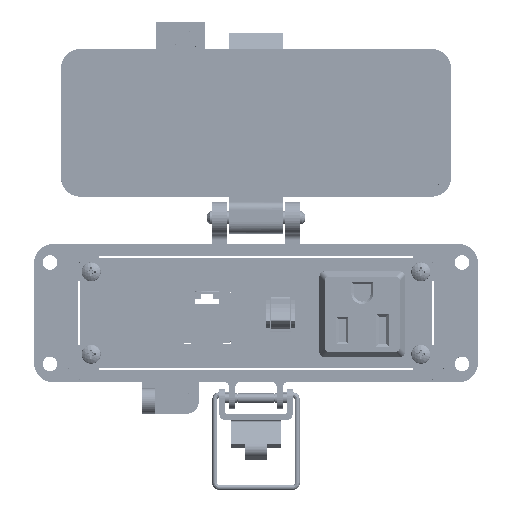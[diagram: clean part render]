
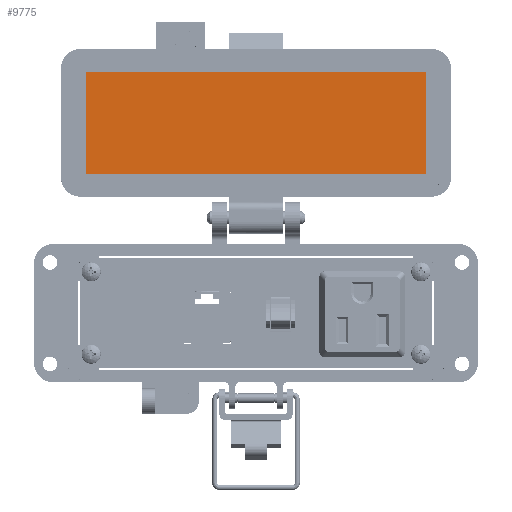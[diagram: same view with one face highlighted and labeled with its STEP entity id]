
A CAD part, top view. The second image highlights one B-rep face of the part: STEP entity #9775.
In plain terms, the highlighted planar face has unit normal (0, 0, 1).
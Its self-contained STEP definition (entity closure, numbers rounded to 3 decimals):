
#4769 = CARTESIAN_POINT ( 'NONE',  ( -8.5, 67.154, -25.55 ) ) ;
#5423 = VERTEX_POINT ( 'NONE', #28243 ) ;
#9775 = ADVANCED_FACE ( 'NONE', ( #37362 ), #70822, .T. ) ;
#10382 = DIRECTION ( 'NONE',  ( 0., -1., 0. ) ) ;
#12735 = LINE ( 'NONE', #25983, #52470 ) ;
#15711 = CARTESIAN_POINT ( 'NONE',  ( 53.75, 51.154, -25.55 ) ) ;
#17703 = LINE ( 'NONE', #56298, #33532 ) ;
#21022 = VECTOR ( 'NONE', #49090, 1000. ) ;
#22934 = CARTESIAN_POINT ( 'NONE',  ( 53.75, 67.154, -25.55 ) ) ;
#24139 = DIRECTION ( 'NONE',  ( -1., 0., 0. ) ) ;
#24481 = DIRECTION ( 'NONE',  ( 0., 0., 1. ) ) ;
#25983 = CARTESIAN_POINT ( 'NONE',  ( -8.5, 83.154, -25.55 ) ) ;
#28243 = CARTESIAN_POINT ( 'NONE',  ( -53.75, 51.154, -25.55 ) ) ;
#28572 = CARTESIAN_POINT ( 'NONE',  ( -53.75, 83.154, -25.55 ) ) ;
#33532 = VECTOR ( 'NONE', #24139, 1000. ) ;
#33940 = ORIENTED_EDGE ( 'NONE', *, *, #69200, .F. ) ;
#34513 = CARTESIAN_POINT ( 'NONE',  ( -53.75, 67.154, -25.55 ) ) ;
#37362 = FACE_OUTER_BOUND ( 'NONE', #77368, .T. ) ;
#40427 = ORIENTED_EDGE ( 'NONE', *, *, #80061, .F. ) ;
#44421 = VERTEX_POINT ( 'NONE', #28572 ) ;
#46529 = LINE ( 'NONE', #34513, #61252 ) ;
#47457 = VERTEX_POINT ( 'NONE', #71591 ) ;
#49090 = DIRECTION ( 'NONE',  ( 0., -1., 0. ) ) ;
#51313 = DIRECTION ( 'NONE',  ( 1., 0., 0. ) ) ;
#52470 = VECTOR ( 'NONE', #51313, 1000. ) ;
#52603 = VERTEX_POINT ( 'NONE', #15711 ) ;
#56298 = CARTESIAN_POINT ( 'NONE',  ( 42., 51.154, -25.55 ) ) ;
#61252 = VECTOR ( 'NONE', #67100, 1000. ) ;
#66173 = ORIENTED_EDGE ( 'NONE', *, *, #68976, .F. ) ;
#66726 = EDGE_CURVE ( 'NONE', #5423, #44421, #46529, .T. ) ;
#67100 = DIRECTION ( 'NONE',  ( 0., 1., 0. ) ) ;
#68976 = EDGE_CURVE ( 'NONE', #44421, #47457, #12735, .T. ) ;
#69200 = EDGE_CURVE ( 'NONE', #47457, #52603, #74858, .T. ) ;
#69866 = AXIS2_PLACEMENT_3D ( 'NONE', #4769, #24481, #10382 ) ;
#70033 = ORIENTED_EDGE ( 'NONE', *, *, #66726, .F. ) ;
#70822 = PLANE ( 'NONE',  #69866 ) ;
#71591 = CARTESIAN_POINT ( 'NONE',  ( 53.75, 83.154, -25.55 ) ) ;
#74858 = LINE ( 'NONE', #22934, #21022 ) ;
#77368 = EDGE_LOOP ( 'NONE', ( #66173, #70033, #40427, #33940 ) ) ;
#80061 = EDGE_CURVE ( 'NONE', #52603, #5423, #17703, .T. ) ;
